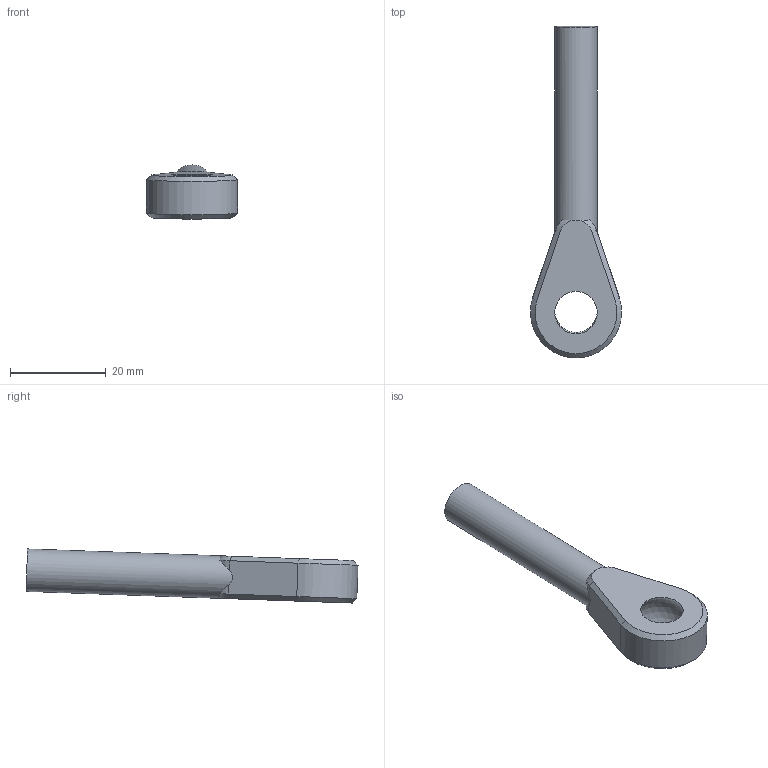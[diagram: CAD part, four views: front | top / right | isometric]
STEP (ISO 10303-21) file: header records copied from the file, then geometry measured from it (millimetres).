
FILE_DESCRIPTION( ( '' ), ' ' );
FILE_NAME( '5d3ed40911997d15c8da270f.step', '2019-07-29T11:10:01', ( '' ), ( '' ), ' ', ' ', ' ' );
FILE_SCHEMA( ( 'AUTOMOTIVE_DESIGN { 1 0 10303 214 1 1 1 1 }' ) );
Length unit declared in the file: metre
Products named in the file (1): cable_end
Bounding box: 19.05 x 69.45 x 11.32 mm (x, y, z)
Volume: 5116.5 mm3; surface area: 2771.3 mm2
Topology: 1 solids, 1 shells, 22 faces, 50 edges, 30 vertices
Faces by surface type: plane 9, cylinder 6, cone 6, sphere 1
Full cylindrical faces by diameter (mm): 8.89 x1
Entity records: 820 total; most frequent: CARTESIAN_POINT 135, DIRECTION 110, ORIENTED_EDGE 94, EDGE_CURVE 47, AXIS2_PLACEMENT_3D 44, VERTEX_POINT 29, EDGE_LOOP 26, FACE_OUTER_BOUND 24
